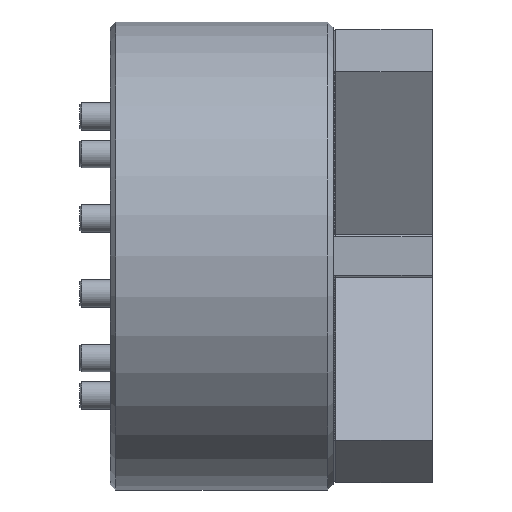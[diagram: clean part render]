
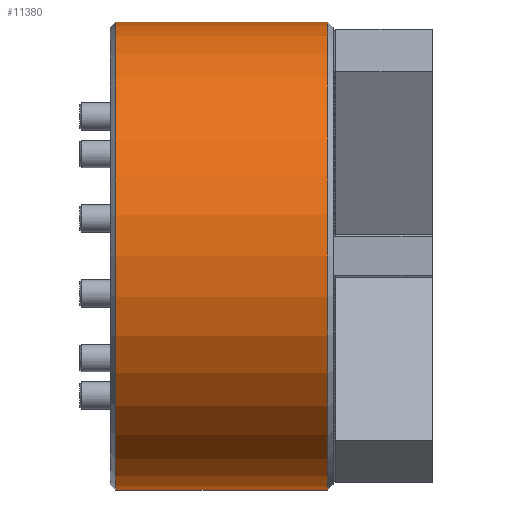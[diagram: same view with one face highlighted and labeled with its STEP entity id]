
A CAD part, front view. The second image highlights one B-rep face of the part: STEP entity #11380.
In plain terms, the highlighted cylindrical face has radius 85 mm (diameter 170 mm), a full revolution.
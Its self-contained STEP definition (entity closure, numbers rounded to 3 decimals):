
#31 = EDGE_CURVE ( 'NONE', #11918, #11918, #14943, .T. ) ;
#1025 = CARTESIAN_POINT ( 'NONE',  ( 2., 0., 0. ) ) ;
#1418 = EDGE_CURVE ( 'NONE', #11649, #11649, #11279, .T. ) ;
#1869 = EDGE_LOOP ( 'NONE', ( #5083 ) ) ;
#2261 = CARTESIAN_POINT ( 'NONE',  ( 79., 0., 85. ) ) ;
#2391 = CYLINDRICAL_SURFACE ( 'NONE', #2461, 85. ) ;
#2423 = FACE_OUTER_BOUND ( 'NONE', #11671, .T. ) ;
#2461 = AXIS2_PLACEMENT_3D ( 'NONE', #3690, #10051, #11371 ) ;
#2644 = FACE_OUTER_BOUND ( 'NONE', #1869, .T. ) ;
#3160 = AXIS2_PLACEMENT_3D ( 'NONE', #1025, #8591, #14410 ) ;
#3176 = ORIENTED_EDGE ( 'NONE', *, *, #1418, .T. ) ;
#3690 = CARTESIAN_POINT ( 'NONE',  ( 0., 0., 0. ) ) ;
#5083 = ORIENTED_EDGE ( 'NONE', *, *, #31, .T. ) ;
#5384 = AXIS2_PLACEMENT_3D ( 'NONE', #12408, #15370, #10212 ) ;
#8591 = DIRECTION ( 'NONE',  ( 1., 0., 0. ) ) ;
#10051 = DIRECTION ( 'NONE',  ( -1., 0., 0. ) ) ;
#10212 = DIRECTION ( 'NONE',  ( 0., 0., 1. ) ) ;
#11279 = CIRCLE ( 'NONE', #3160, 85. ) ;
#11371 = DIRECTION ( 'NONE',  ( 0., 0., 1. ) ) ;
#11380 = ADVANCED_FACE ( 'NONE', ( #2423, #2644 ), #2391, .T. ) ;
#11649 = VERTEX_POINT ( 'NONE', #16550 ) ;
#11671 = EDGE_LOOP ( 'NONE', ( #3176 ) ) ;
#11918 = VERTEX_POINT ( 'NONE', #2261 ) ;
#12408 = CARTESIAN_POINT ( 'NONE',  ( 79., 0., 0. ) ) ;
#14410 = DIRECTION ( 'NONE',  ( 0., 0., -1. ) ) ;
#14943 = CIRCLE ( 'NONE', #5384, 85. ) ;
#15370 = DIRECTION ( 'NONE',  ( -1., 0., 0. ) ) ;
#16550 = CARTESIAN_POINT ( 'NONE',  ( 2., 0., -85. ) ) ;
